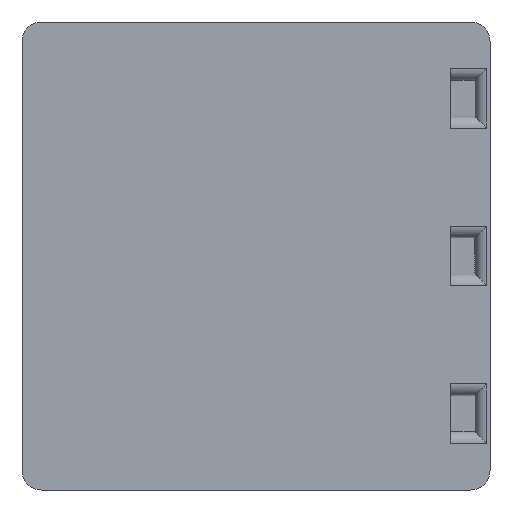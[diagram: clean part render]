
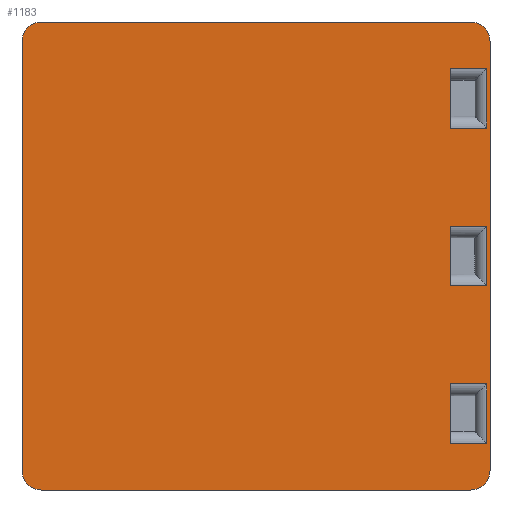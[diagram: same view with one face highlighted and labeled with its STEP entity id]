
A CAD part, front view. The second image highlights one B-rep face of the part: STEP entity #1183.
In plain terms, the highlighted planar face has unit normal (0, -1, 0).
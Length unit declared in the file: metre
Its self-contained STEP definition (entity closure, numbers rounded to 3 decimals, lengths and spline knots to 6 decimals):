
#60=CIRCLE('',#1278,0.0025);
#61=CIRCLE('',#1279,0.0025);
#62=CIRCLE('',#1280,0.0025);
#63=CIRCLE('',#1281,0.0025);
#92=ORIENTED_EDGE('',*,*,#432,.T.);
#93=ORIENTED_EDGE('',*,*,#433,.F.);
#94=ORIENTED_EDGE('',*,*,#434,.T.);
#95=ORIENTED_EDGE('',*,*,#435,.T.);
#96=ORIENTED_EDGE('',*,*,#436,.F.);
#97=ORIENTED_EDGE('',*,*,#437,.T.);
#98=ORIENTED_EDGE('',*,*,#438,.T.);
#99=ORIENTED_EDGE('',*,*,#439,.T.);
#100=ORIENTED_EDGE('',*,*,#440,.T.);
#101=ORIENTED_EDGE('',*,*,#441,.T.);
#102=ORIENTED_EDGE('',*,*,#442,.F.);
#103=ORIENTED_EDGE('',*,*,#443,.T.);
#104=ORIENTED_EDGE('',*,*,#444,.T.);
#105=ORIENTED_EDGE('',*,*,#445,.F.);
#106=ORIENTED_EDGE('',*,*,#446,.T.);
#107=ORIENTED_EDGE('',*,*,#447,.T.);
#108=ORIENTED_EDGE('',*,*,#448,.T.);
#109=ORIENTED_EDGE('',*,*,#449,.T.);
#110=ORIENTED_EDGE('',*,*,#450,.T.);
#111=ORIENTED_EDGE('',*,*,#451,.T.);
#432=EDGE_CURVE('',#602,#603,#712,.F.);
#433=EDGE_CURVE('',#604,#603,#713,.T.);
#434=EDGE_CURVE('',#604,#605,#714,.T.);
#435=EDGE_CURVE('',#605,#602,#715,.T.);
#436=EDGE_CURVE('',#606,#607,#716,.T.);
#437=EDGE_CURVE('',#606,#608,#60,.F.);
#438=EDGE_CURVE('',#608,#609,#717,.T.);
#439=EDGE_CURVE('',#609,#610,#61,.F.);
#440=EDGE_CURVE('',#610,#611,#718,.T.);
#441=EDGE_CURVE('',#611,#612,#62,.F.);
#442=EDGE_CURVE('',#613,#612,#719,.T.);
#443=EDGE_CURVE('',#613,#607,#63,.F.);
#444=EDGE_CURVE('',#614,#615,#720,.T.);
#445=EDGE_CURVE('',#616,#615,#721,.T.);
#446=EDGE_CURVE('',#616,#617,#722,.F.);
#447=EDGE_CURVE('',#617,#614,#723,.T.);
#448=EDGE_CURVE('',#618,#619,#724,.F.);
#449=EDGE_CURVE('',#619,#620,#725,.T.);
#450=EDGE_CURVE('',#620,#621,#726,.T.);
#451=EDGE_CURVE('',#621,#618,#727,.F.);
#602=VERTEX_POINT('',#1763);
#603=VERTEX_POINT('',#1764);
#604=VERTEX_POINT('',#1766);
#605=VERTEX_POINT('',#1768);
#606=VERTEX_POINT('',#1771);
#607=VERTEX_POINT('',#1772);
#608=VERTEX_POINT('',#1774);
#609=VERTEX_POINT('',#1776);
#610=VERTEX_POINT('',#1778);
#611=VERTEX_POINT('',#1780);
#612=VERTEX_POINT('',#1782);
#613=VERTEX_POINT('',#1784);
#614=VERTEX_POINT('',#1787);
#615=VERTEX_POINT('',#1788);
#616=VERTEX_POINT('',#1790);
#617=VERTEX_POINT('',#1792);
#618=VERTEX_POINT('',#1795);
#619=VERTEX_POINT('',#1796);
#620=VERTEX_POINT('',#1798);
#621=VERTEX_POINT('',#1800);
#712=LINE('',#1762,#836);
#713=LINE('',#1765,#837);
#714=LINE('',#1767,#838);
#715=LINE('',#1769,#839);
#716=LINE('',#1770,#840);
#717=LINE('',#1775,#841);
#718=LINE('',#1779,#842);
#719=LINE('',#1783,#843);
#720=LINE('',#1786,#844);
#721=LINE('',#1789,#845);
#722=LINE('',#1791,#846);
#723=LINE('',#1793,#847);
#724=LINE('',#1794,#848);
#725=LINE('',#1797,#849);
#726=LINE('',#1799,#850);
#727=LINE('',#1801,#851);
#836=VECTOR('',#1400,1.);
#837=VECTOR('',#1401,1.);
#838=VECTOR('',#1402,1.);
#839=VECTOR('',#1403,1.);
#840=VECTOR('',#1404,1.);
#841=VECTOR('',#1407,1.);
#842=VECTOR('',#1410,1.);
#843=VECTOR('',#1413,1.);
#844=VECTOR('',#1416,1.);
#845=VECTOR('',#1417,1.);
#846=VECTOR('',#1418,1.);
#847=VECTOR('',#1419,1.);
#848=VECTOR('',#1420,1.);
#849=VECTOR('',#1421,1.);
#850=VECTOR('',#1422,1.);
#851=VECTOR('',#1423,1.);
#960=EDGE_LOOP('',(#92,#93,#94,#95));
#961=EDGE_LOOP('',(#96,#97,#98,#99,#100,#101,#102,#103));
#962=EDGE_LOOP('',(#104,#105,#106,#107));
#963=EDGE_LOOP('',(#108,#109,#110,#111));
#1048=FACE_BOUND('',#960,.T.);
#1049=FACE_BOUND('',#961,.T.);
#1050=FACE_BOUND('',#962,.T.);
#1051=FACE_BOUND('',#963,.T.);
#1136=PLANE('',#1277);
#1183=ADVANCED_FACE('',(#1048,#1049,#1050,#1051),#1136,.F.);
#1277=AXIS2_PLACEMENT_3D('',#1761,#1398,#1399);
#1278=AXIS2_PLACEMENT_3D('',#1773,#1405,#1406);
#1279=AXIS2_PLACEMENT_3D('',#1777,#1408,#1409);
#1280=AXIS2_PLACEMENT_3D('',#1781,#1411,#1412);
#1281=AXIS2_PLACEMENT_3D('',#1785,#1414,#1415);
#1398=DIRECTION('',(0.,1.,0.));
#1399=DIRECTION('',(1.,0.,0.));
#1400=DIRECTION('',(1.,0.,0.));
#1401=DIRECTION('',(0.,0.,-1.));
#1402=DIRECTION('',(1.,0.,0.));
#1403=DIRECTION('',(0.,0.,-1.));
#1404=DIRECTION('',(0.,0.,1.));
#1405=DIRECTION('',(0.,1.,0.));
#1406=DIRECTION('',(1.,0.,0.));
#1407=DIRECTION('',(1.,0.,0.));
#1408=DIRECTION('',(0.,1.,0.));
#1409=DIRECTION('',(1.,0.,0.));
#1410=DIRECTION('',(0.,0.,1.));
#1411=DIRECTION('',(0.,1.,0.));
#1412=DIRECTION('',(1.,0.,0.));
#1413=DIRECTION('',(1.,0.,0.));
#1414=DIRECTION('',(0.,1.,0.));
#1415=DIRECTION('',(1.,0.,0.));
#1416=DIRECTION('',(-1.,0.,0.));
#1417=DIRECTION('',(0.,0.,-1.));
#1418=DIRECTION('',(-1.,0.,0.));
#1419=DIRECTION('',(0.,0.,-1.));
#1420=DIRECTION('',(1.,0.,0.));
#1421=DIRECTION('',(0.,0.,1.));
#1422=DIRECTION('',(1.,0.,0.));
#1423=DIRECTION('',(0.,0.,1.));
#1761=CARTESIAN_POINT('',(0.0249,0.,-0.0249));
#1762=CARTESIAN_POINT('',(0.0249,0.,-0.00855));
#1763=CARTESIAN_POINT('',(0.0544,0.,-0.00855));
#1764=CARTESIAN_POINT('',(0.0498,0.,-0.00855));
#1765=CARTESIAN_POINT('',(0.0498,0.,-0.00475));
#1766=CARTESIAN_POINT('',(0.0498,0.,-0.00095));
#1767=CARTESIAN_POINT('',(0.0529,0.,-0.00095));
#1768=CARTESIAN_POINT('',(0.0544,0.,-0.00095));
#1769=CARTESIAN_POINT('',(0.0544,0.,-0.00705));
#1770=CARTESIAN_POINT('',(-0.005,0.,-0.0249));
#1771=CARTESIAN_POINT('',(-0.005,0.,-0.0523));
#1772=CARTESIAN_POINT('',(-0.005,0.,0.0025));
#1773=CARTESIAN_POINT('',(-0.0025,0.,-0.0523));
#1774=CARTESIAN_POINT('',(-0.0025,0.,-0.0548));
#1775=CARTESIAN_POINT('',(0.0249,0.,-0.0548));
#1776=CARTESIAN_POINT('',(0.0523,0.,-0.0548));
#1777=CARTESIAN_POINT('',(0.0523,0.,-0.0523));
#1778=CARTESIAN_POINT('',(0.0548,0.,-0.0523));
#1779=CARTESIAN_POINT('',(0.0548,0.,-0.0249));
#1780=CARTESIAN_POINT('',(0.0548,0.,0.0025));
#1781=CARTESIAN_POINT('',(0.0523,0.,0.0025));
#1782=CARTESIAN_POINT('',(0.0523,0.,0.005));
#1783=CARTESIAN_POINT('',(0.0249,0.,0.005));
#1784=CARTESIAN_POINT('',(-0.0025,0.,0.005));
#1785=CARTESIAN_POINT('',(-0.0025,0.,0.0025));
#1786=CARTESIAN_POINT('',(0.0498,0.,-0.0287));
#1787=CARTESIAN_POINT('',(0.0544,0.,-0.0287));
#1788=CARTESIAN_POINT('',(0.0498,0.,-0.0287));
#1789=CARTESIAN_POINT('',(0.0498,0.,-0.0249));
#1790=CARTESIAN_POINT('',(0.0498,0.,-0.0211));
#1791=CARTESIAN_POINT('',(0.0249,0.,-0.0211));
#1792=CARTESIAN_POINT('',(0.0544,0.,-0.0211));
#1793=CARTESIAN_POINT('',(0.0544,0.,-0.0272));
#1794=CARTESIAN_POINT('',(0.0249,0.,-0.04885));
#1795=CARTESIAN_POINT('',(0.0544,0.,-0.04885));
#1796=CARTESIAN_POINT('',(0.0498,0.,-0.04885));
#1797=CARTESIAN_POINT('',(0.0498,0.,-0.04505));
#1798=CARTESIAN_POINT('',(0.0498,0.,-0.04125));
#1799=CARTESIAN_POINT('',(0.0529,0.,-0.04125));
#1800=CARTESIAN_POINT('',(0.0544,0.,-0.04125));
#1801=CARTESIAN_POINT('',(0.0544,0.,-0.0249));
